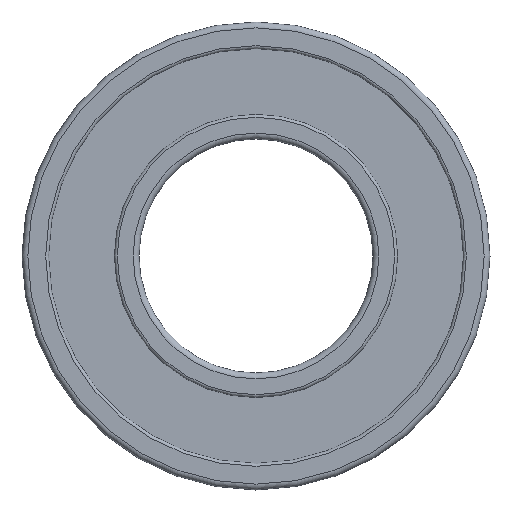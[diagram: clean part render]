
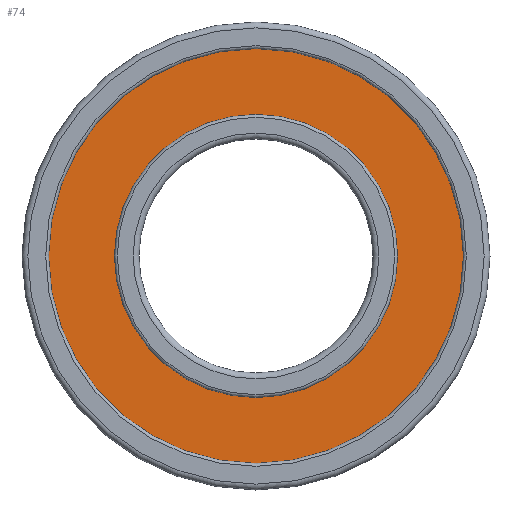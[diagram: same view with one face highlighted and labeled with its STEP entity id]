
A CAD part, left-side view. The second image highlights one B-rep face of the part: STEP entity #74.
In plain terms, the highlighted planar face has unit normal (-1, 0, 0).
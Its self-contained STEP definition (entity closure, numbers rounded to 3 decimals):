
#54=PLANE('',#317);
#74=ADVANCED_FACE('',(#121,#122),#54,.T.);
#121=FACE_BOUND('',#161,.T.);
#122=FACE_BOUND('',#162,.T.);
#161=EDGE_LOOP('',(#201));
#162=EDGE_LOOP('',(#202));
#201=ORIENTED_EDGE('',*,*,#241,.F.);
#202=ORIENTED_EDGE('',*,*,#229,.T.);
#209=VERTEX_POINT('',#422);
#221=VERTEX_POINT('',#458);
#229=EDGE_CURVE('',#209,#209,#249,.T.);
#241=EDGE_CURVE('',#221,#221,#261,.T.);
#249=CIRCLE('',#288,7.09);
#261=CIRCLE('',#312,4.84);
#288=AXIS2_PLACEMENT_3D('',#421,#342,#343);
#312=AXIS2_PLACEMENT_3D('',#457,#390,#391);
#317=AXIS2_PLACEMENT_3D('',#464,#400,#401);
#342=DIRECTION('',(-1.,0.,0.));
#343=DIRECTION('',(0.,-1.,0.));
#390=DIRECTION('',(-1.,0.,0.));
#391=DIRECTION('',(0.,0.,1.));
#400=DIRECTION('',(-1.,0.,0.));
#401=DIRECTION('',(0.,0.,1.));
#421=CARTESIAN_POINT('',(0.4,0.,0.));
#422=CARTESIAN_POINT('',(0.4,-7.09,0.));
#457=CARTESIAN_POINT('',(0.4,0.,0.));
#458=CARTESIAN_POINT('',(0.4,0.,4.84));
#464=CARTESIAN_POINT('',(0.4,7.19,0.));
